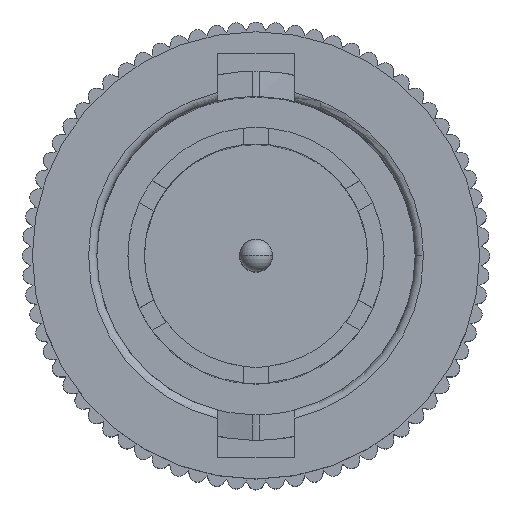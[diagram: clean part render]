
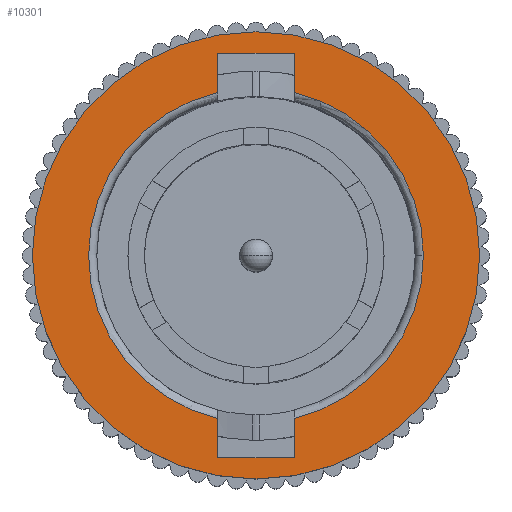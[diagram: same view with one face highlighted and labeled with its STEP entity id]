
A CAD part, top view. The second image highlights one B-rep face of the part: STEP entity #10301.
In plain terms, the highlighted planar face has unit normal (0, 0, 1).
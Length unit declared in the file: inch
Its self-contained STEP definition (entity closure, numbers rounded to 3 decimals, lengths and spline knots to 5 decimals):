
#3440 = CARTESIAN_POINT ( 'NONE',  ( 0.204, 0., 0. ) ) ;
#3441 = DIRECTION ( 'NONE',  ( 1., 0., 0. ) ) ;
#3442 = DIRECTION ( 'NONE',  ( 0., 0., -1. ) ) ;
#3443 = AXIS2_PLACEMENT_3D ( 'NONE', #3471, #3442, #3441 ) ;
#3444 = CIRCLE ( 'NONE', #3443, 0.204 ) ;
#3471 = CARTESIAN_POINT ( 'NONE',  ( 0., 0., 0. ) ) ;
#3505 = CARTESIAN_POINT ( 'NONE',  ( 0.0465, -0.19863, 0. ) ) ;
#5014 = CARTESIAN_POINT ( 'NONE',  ( 0.2725, 0., 0. ) ) ;
#5015 = DIRECTION ( 'NONE',  ( 1., 0., 0. ) ) ;
#5016 = DIRECTION ( 'NONE',  ( 0., 0., 1. ) ) ;
#5017 = CARTESIAN_POINT ( 'NONE',  ( 0., 0., 0. ) ) ;
#5018 = AXIS2_PLACEMENT_3D ( 'NONE', #5017, #5016, #5015 ) ;
#5019 = CIRCLE ( 'NONE', #5018, 0.2725 ) ;
#5020 = CARTESIAN_POINT ( 'NONE',  ( -0.2725, 0., 0. ) ) ;
#5691 = DIRECTION ( 'NONE',  ( 1., 0., 0. ) ) ;
#5692 = DIRECTION ( 'NONE',  ( 0., 0., -1. ) ) ;
#5693 = CARTESIAN_POINT ( 'NONE',  ( 0., 0., 0. ) ) ;
#5694 = AXIS2_PLACEMENT_3D ( 'NONE', #5693, #5692, #5691 ) ;
#5695 = CIRCLE ( 'NONE', #5694, 0.204 ) ;
#5742 = DIRECTION ( 'NONE',  ( 1., 0., 0. ) ) ;
#5743 = DIRECTION ( 'NONE',  ( 0., 0., 1. ) ) ;
#5744 = CARTESIAN_POINT ( 'NONE',  ( 0., 0., 0. ) ) ;
#5745 = AXIS2_PLACEMENT_3D ( 'NONE', #5744, #5743, #5742 ) ;
#5746 = CIRCLE ( 'NONE', #5745, 0.2725 ) ;
#5747 = DIRECTION ( 'NONE',  ( 1., 0., 0. ) ) ;
#5748 = VECTOR ( 'NONE', #5747, 39.37008 ) ;
#5749 = CARTESIAN_POINT ( 'NONE',  ( 0.0465, -0.2465, 0. ) ) ;
#5750 = LINE ( 'NONE', #5749, #5748 ) ;
#5751 = CARTESIAN_POINT ( 'NONE',  ( 0.0465, -0.2465, 0. ) ) ;
#5752 = DIRECTION ( 'NONE',  ( 0., 1., 0. ) ) ;
#5753 = VECTOR ( 'NONE', #5752, 39.37008 ) ;
#5754 = CARTESIAN_POINT ( 'NONE',  ( 0.0465, -0.2465, 0. ) ) ;
#5755 = LINE ( 'NONE', #5754, #5753 ) ;
#5786 = CARTESIAN_POINT ( 'NONE',  ( -0.0465, -0.2465, 0. ) ) ;
#5787 = LINE ( 'NONE', #5786, #5850 ) ;
#5788 = DIRECTION ( 'NONE',  ( 1., 0., 0. ) ) ;
#5789 = DIRECTION ( 'NONE',  ( 0., 0., 1. ) ) ;
#5790 = CARTESIAN_POINT ( 'NONE',  ( 0.2725, 0., 0. ) ) ;
#5791 = AXIS2_PLACEMENT_3D ( 'NONE', #5790, #5789, #5788 ) ;
#5792 = PLANE ( 'NONE',  #5791 ) ;
#5793 = FACE_OUTER_BOUND ( 'NONE', #10254, .T. ) ;
#5794 = FACE_BOUND ( 'NONE', #10302, .T. ) ;
#5840 = CARTESIAN_POINT ( 'NONE',  ( -0.0465, 0.2465, 0. ) ) ;
#5841 = DIRECTION ( 'NONE',  ( 1., 0., 0. ) ) ;
#5842 = DIRECTION ( 'NONE',  ( 0., 0., -1. ) ) ;
#5843 = CARTESIAN_POINT ( 'NONE',  ( 0., 0., 0. ) ) ;
#5844 = AXIS2_PLACEMENT_3D ( 'NONE', #5843, #5842, #5841 ) ;
#5845 = CIRCLE ( 'NONE', #5844, 0.204 ) ;
#5846 = CARTESIAN_POINT ( 'NONE',  ( -0.0465, 0.19863, 0. ) ) ;
#5847 = CARTESIAN_POINT ( 'NONE',  ( -0.0465, -0.2465, 0. ) ) ;
#5848 = CARTESIAN_POINT ( 'NONE',  ( -0.0465, -0.19863, 0. ) ) ;
#5849 = DIRECTION ( 'NONE',  ( 0., -1., 0. ) ) ;
#5850 = VECTOR ( 'NONE', #5849, 39.37008 ) ;
#5860 = CARTESIAN_POINT ( 'NONE',  ( 0.0465, 0.19863, 0. ) ) ;
#5861 = DIRECTION ( 'NONE',  ( 0., 1., 0. ) ) ;
#5862 = VECTOR ( 'NONE', #5861, 39.37008 ) ;
#5863 = CARTESIAN_POINT ( 'NONE',  ( 0.0465, 0.2465, 0. ) ) ;
#5864 = LINE ( 'NONE', #5863, #5862 ) ;
#5865 = CARTESIAN_POINT ( 'NONE',  ( 0.0465, 0.2465, 0. ) ) ;
#5866 = DIRECTION ( 'NONE',  ( -1., 0., 0. ) ) ;
#5867 = VECTOR ( 'NONE', #5866, 39.37008 ) ;
#5868 = CARTESIAN_POINT ( 'NONE',  ( 0.0465, 0.2465, 0. ) ) ;
#5869 = LINE ( 'NONE', #5868, #5867 ) ;
#5870 = DIRECTION ( 'NONE',  ( 0., -1., 0. ) ) ;
#5871 = VECTOR ( 'NONE', #5870, 39.37008 ) ;
#5872 = CARTESIAN_POINT ( 'NONE',  ( -0.0465, 0.2465, 0. ) ) ;
#5873 = LINE ( 'NONE', #5872, #5871 ) ;
#9095 = EDGE_CURVE ( 'NONE', #9098, #9099, #3444, .T. ) ;
#9098 = VERTEX_POINT ( 'NONE', #3440 ) ;
#9099 = VERTEX_POINT ( 'NONE', #3505 ) ;
#9910 = VERTEX_POINT ( 'NONE', #5020 ) ;
#9912 = EDGE_CURVE ( 'NONE', #9913, #9910, #5019, .T. ) ;
#9913 = VERTEX_POINT ( 'NONE', #5014 ) ;
#10246 = ORIENTED_EDGE ( 'NONE', *, *, #10247, .T. ) ;
#10247 = EDGE_CURVE ( 'NONE', #10333, #9098, #5695, .T. ) ;
#10248 = ORIENTED_EDGE ( 'NONE', *, *, #9095, .T. ) ;
#10249 = ORIENTED_EDGE ( 'NONE', *, *, #10250, .F. ) ;
#10250 = EDGE_CURVE ( 'NONE', #10251, #9099, #5755, .T. ) ;
#10251 = VERTEX_POINT ( 'NONE', #5751 ) ;
#10252 = ORIENTED_EDGE ( 'NONE', *, *, #10253, .F. ) ;
#10253 = EDGE_CURVE ( 'NONE', #10306, #10251, #5750, .T. ) ;
#10254 = EDGE_LOOP ( 'NONE', ( #10255, #10256 ) ) ;
#10255 = ORIENTED_EDGE ( 'NONE', *, *, #9912, .T. ) ;
#10256 = ORIENTED_EDGE ( 'NONE', *, *, #10257, .T. ) ;
#10257 = EDGE_CURVE ( 'NONE', #9910, #9913, #5746, .T. ) ;
#10301 = ADVANCED_FACE ( 'NONE', ( #5794, #5793 ), #5792, .T. ) ;
#10302 = EDGE_LOOP ( 'NONE', ( #10303, #10307, #10326, #10328, #10331, #10246, #10248, #10249, #10252 ) ) ;
#10303 = ORIENTED_EDGE ( 'NONE', *, *, #10304, .F. ) ;
#10304 = EDGE_CURVE ( 'NONE', #10305, #10306, #5787, .T. ) ;
#10305 = VERTEX_POINT ( 'NONE', #5848 ) ;
#10306 = VERTEX_POINT ( 'NONE', #5847 ) ;
#10307 = ORIENTED_EDGE ( 'NONE', *, *, #10308, .T. ) ;
#10308 = EDGE_CURVE ( 'NONE', #10305, #10309, #5845, .T. ) ;
#10309 = VERTEX_POINT ( 'NONE', #5846 ) ;
#10310 = VERTEX_POINT ( 'NONE', #5840 ) ;
#10326 = ORIENTED_EDGE ( 'NONE', *, *, #10327, .F. ) ;
#10327 = EDGE_CURVE ( 'NONE', #10310, #10309, #5873, .T. ) ;
#10328 = ORIENTED_EDGE ( 'NONE', *, *, #10329, .F. ) ;
#10329 = EDGE_CURVE ( 'NONE', #10330, #10310, #5869, .T. ) ;
#10330 = VERTEX_POINT ( 'NONE', #5865 ) ;
#10331 = ORIENTED_EDGE ( 'NONE', *, *, #10332, .F. ) ;
#10332 = EDGE_CURVE ( 'NONE', #10333, #10330, #5864, .T. ) ;
#10333 = VERTEX_POINT ( 'NONE', #5860 ) ;
